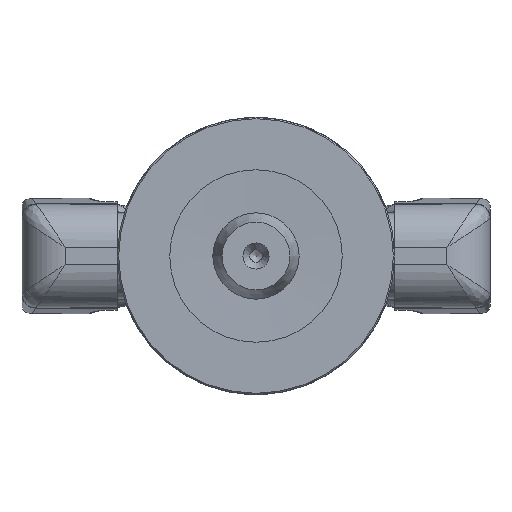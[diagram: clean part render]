
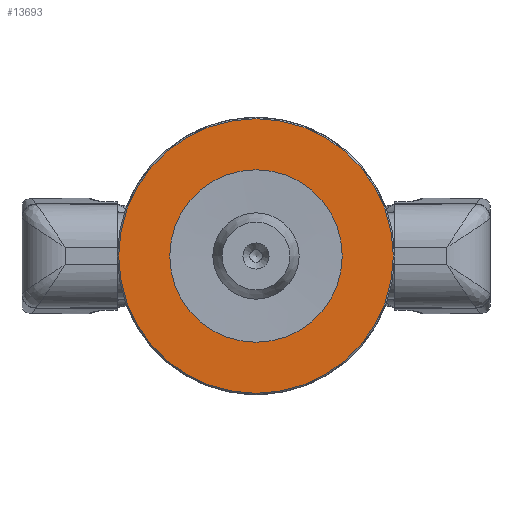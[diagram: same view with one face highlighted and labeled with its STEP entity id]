
A CAD part, front view. The second image highlights one B-rep face of the part: STEP entity #13693.
In plain terms, the highlighted face is planar.
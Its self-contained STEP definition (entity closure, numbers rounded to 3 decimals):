
#164=FACE_BOUND('',#4367,.T.);
#2684=PLANE('',#14785);
#3482=FACE_OUTER_BOUND('',#4366,.T.);
#4366=EDGE_LOOP('',(#12867));
#4367=EDGE_LOOP('',(#12868));
#4767=CIRCLE('',#14782,22.3);
#4769=CIRCLE('',#14786,14.);
#6748=VERTEX_POINT('',#42659);
#6750=VERTEX_POINT('',#42665);
#8791=EDGE_CURVE('',#6748,#6748,#4767,.T.);
#8793=EDGE_CURVE('',#6750,#6750,#4769,.T.);
#12867=ORIENTED_EDGE('',*,*,#8791,.F.);
#12868=ORIENTED_EDGE('',*,*,#8793,.F.);
#13693=ADVANCED_FACE('',(#3482,#164),#2684,.F.);
#14782=AXIS2_PLACEMENT_3D('',#42660,#17604,#17605);
#14785=AXIS2_PLACEMENT_3D('',#42664,#17610,#17611);
#14786=AXIS2_PLACEMENT_3D('',#42666,#17612,#17613);
#17604=DIRECTION('center_axis',(0.,0.,1.));
#17605=DIRECTION('ref_axis',(-1.,0.,0.));
#17610=DIRECTION('center_axis',(0.,0.,1.));
#17611=DIRECTION('ref_axis',(1.,0.,0.));
#17612=DIRECTION('center_axis',(0.,0.,-1.));
#17613=DIRECTION('ref_axis',(-1.,0.,0.));
#42659=CARTESIAN_POINT('',(22.3,0.,0.));
#42660=CARTESIAN_POINT('Origin',(0.,0.,0.));
#42664=CARTESIAN_POINT('Origin',(0.,0.,0.));
#42665=CARTESIAN_POINT('',(14.,0.,0.));
#42666=CARTESIAN_POINT('Origin',(0.,0.,0.));
